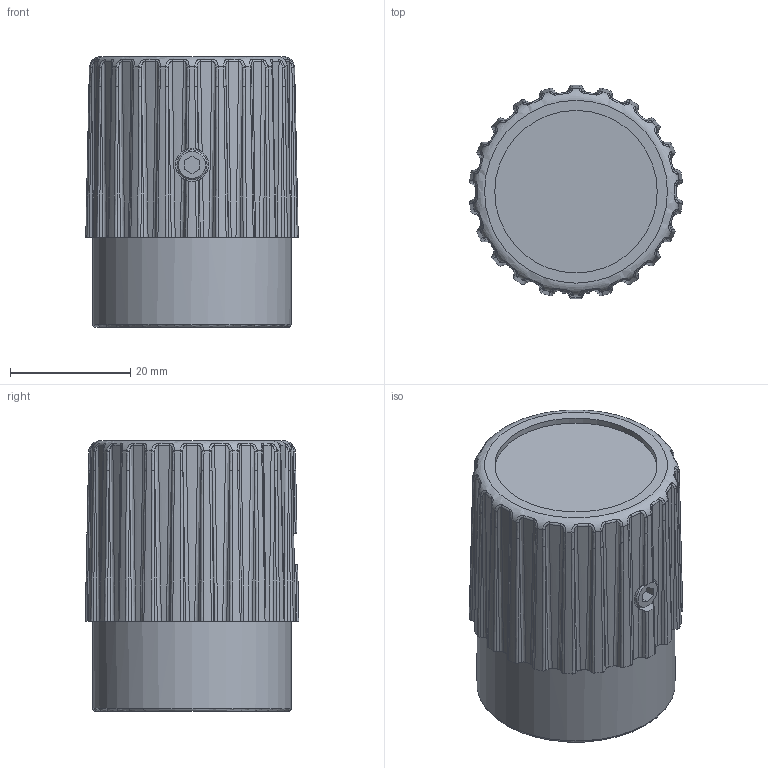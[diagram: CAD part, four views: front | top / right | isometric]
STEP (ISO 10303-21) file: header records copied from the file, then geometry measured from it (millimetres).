
FILE_DESCRIPTION( ( 'Unknown' ), '1' );
FILE_NAME( '6350190_MZI_35.stp', 'Unknown', ( 'Unknown' ), ( 'Unknown' ), 'PSStep 11.0', 'Unknown', ' ' );
FILE_SCHEMA( ( 'AUTOMOTIVE_DESIGN { 1 0 10303 214 1 1 1 1 }' ) );
Length unit declared in the file: millimetre
Products named in the file (2): 1811043
Bounding box: 35.31 x 35.5 x 45 mm (x, y, z)
Volume: 18797.8 mm3; surface area: 13952.1 mm2
Topology: 2 solids, 2 shells, 355 faces, 941 edges, 597 vertices
Faces by surface type: bspline 269, plane 68, cylinder 14, cone 2, torus 2
Full cylindrical faces by diameter (mm): 4.857 x1, 5 x2, 5.5 x2, 10 x1, 27 x1, 28 x1, 33 x1
Entity records: 30045 total; most frequent: CARTESIAN_POINT 20653, ORIENTED_EDGE 1840, EDGE_CURVE 920, B_SPLINE_CURVE_WITH_KNOTS 638, DIRECTION 612, VERTEX_POINT 589, EDGE_LOOP 379, FACE_OUTER_BOUND 366
